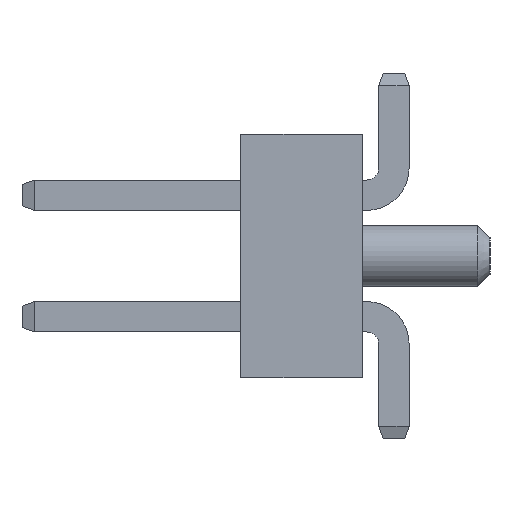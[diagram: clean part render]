
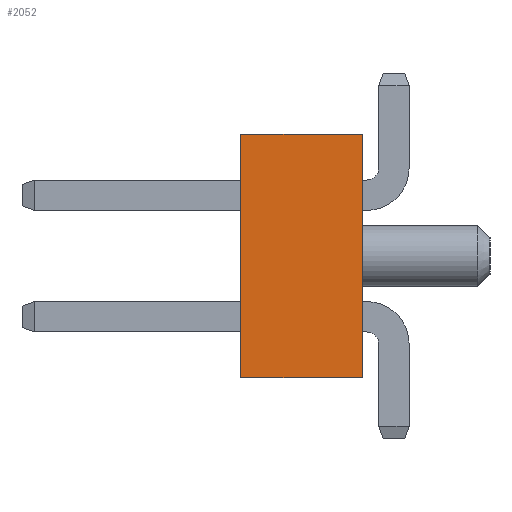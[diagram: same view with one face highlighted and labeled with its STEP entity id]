
A CAD part, left-side view. The second image highlights one B-rep face of the part: STEP entity #2052.
In plain terms, the highlighted planar face has unit normal (-1, 0, 0).
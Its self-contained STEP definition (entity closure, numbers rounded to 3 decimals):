
#43 = LINE ( 'NONE', #1501, #787 ) ;
#57 = LINE ( 'NONE', #664, #802 ) ;
#126 = ORIENTED_EDGE ( 'NONE', *, *, #3105, .F. ) ;
#214 = DIRECTION ( 'NONE',  ( 0., 1., 0. ) ) ;
#221 = ORIENTED_EDGE ( 'NONE', *, *, #1748, .T. ) ;
#264 = CARTESIAN_POINT ( 'NONE',  ( -8.1, 0.77, -2. ) ) ;
#299 = VECTOR ( 'NONE', #1549, 1000. ) ;
#322 = DIRECTION ( 'NONE',  ( -1., 0., 0. ) ) ;
#492 = LINE ( 'NONE', #2838, #1503 ) ;
#582 = VERTEX_POINT ( 'NONE', #264 ) ;
#625 = VERTEX_POINT ( 'NONE', #2319 ) ;
#639 = CARTESIAN_POINT ( 'NONE',  ( -8.1, 0.77, -2. ) ) ;
#664 = CARTESIAN_POINT ( 'NONE',  ( -8.1, 2.77, -2. ) ) ;
#787 = VECTOR ( 'NONE', #2966, 1000. ) ;
#802 = VECTOR ( 'NONE', #3584, 1000. ) ;
#821 = ORIENTED_EDGE ( 'NONE', *, *, #2171, .F. ) ;
#823 = CARTESIAN_POINT ( 'NONE',  ( -8.1, 2.77, -2. ) ) ;
#971 = LINE ( 'NONE', #639, #299 ) ;
#1501 = CARTESIAN_POINT ( 'NONE',  ( -8.1, 0.77, -2. ) ) ;
#1503 = VECTOR ( 'NONE', #214, 1000. ) ;
#1549 = DIRECTION ( 'NONE',  ( 0., 1., 0. ) ) ;
#1726 = CARTESIAN_POINT ( 'NONE',  ( -8.1, 0.77, -2. ) ) ;
#1748 = EDGE_CURVE ( 'NONE', #582, #625, #43, .T. ) ;
#1778 = PLANE ( 'NONE',  #3169 ) ;
#2052 = ADVANCED_FACE ( 'NONE', ( #3264 ), #1778, .T. ) ;
#2171 = EDGE_CURVE ( 'NONE', #582, #2791, #971, .T. ) ;
#2319 = CARTESIAN_POINT ( 'NONE',  ( -8.1, 0.77, 2. ) ) ;
#2376 = DIRECTION ( 'NONE',  ( 0., 0., 1. ) ) ;
#2500 = CARTESIAN_POINT ( 'NONE',  ( -8.1, 2.77, 2. ) ) ;
#2707 = EDGE_CURVE ( 'NONE', #625, #3028, #492, .T. ) ;
#2791 = VERTEX_POINT ( 'NONE', #823 ) ;
#2838 = CARTESIAN_POINT ( 'NONE',  ( -8.1, 0.77, 2. ) ) ;
#2849 = EDGE_LOOP ( 'NONE', ( #126, #821, #221, #3375 ) ) ;
#2966 = DIRECTION ( 'NONE',  ( 0., 0., 1. ) ) ;
#3028 = VERTEX_POINT ( 'NONE', #2500 ) ;
#3105 = EDGE_CURVE ( 'NONE', #2791, #3028, #57, .T. ) ;
#3169 = AXIS2_PLACEMENT_3D ( 'NONE', #1726, #322, #2376 ) ;
#3264 = FACE_OUTER_BOUND ( 'NONE', #2849, .T. ) ;
#3375 = ORIENTED_EDGE ( 'NONE', *, *, #2707, .T. ) ;
#3584 = DIRECTION ( 'NONE',  ( 0., 0., 1. ) ) ;
